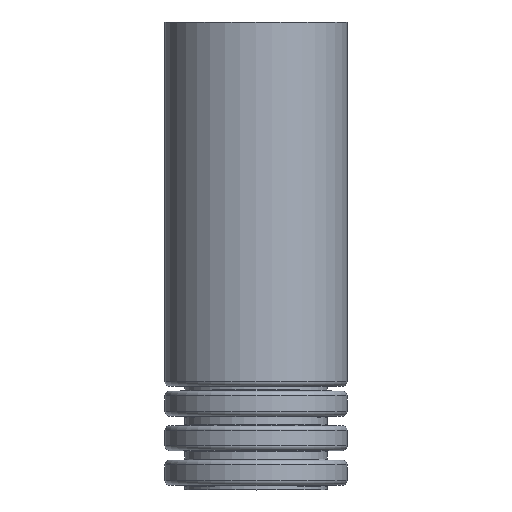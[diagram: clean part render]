
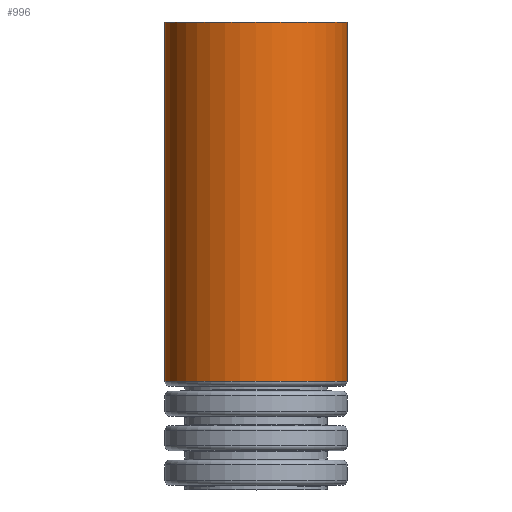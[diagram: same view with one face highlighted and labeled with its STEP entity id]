
A CAD part, top view. The second image highlights one B-rep face of the part: STEP entity #996.
In plain terms, the highlighted cylindrical face has radius 10.55 mm (diameter 21.1 mm), a full revolution.
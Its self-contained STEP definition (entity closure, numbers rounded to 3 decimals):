
#89 = EDGE_CURVE ( 'NONE', #857, #857, #762, .T. ) ;
#184 = CIRCLE ( 'NONE', #267, 10.55 ) ;
#194 = CARTESIAN_POINT ( 'NONE',  ( -10.55, 54.2, 0. ) ) ;
#246 = AXIS2_PLACEMENT_3D ( 'NONE', #729, #390, #472 ) ;
#267 = AXIS2_PLACEMENT_3D ( 'NONE', #887, #896, #1083 ) ;
#353 = EDGE_LOOP ( 'NONE', ( #712 ) ) ;
#390 = DIRECTION ( 'NONE',  ( 0., -1., 0. ) ) ;
#460 = FACE_OUTER_BOUND ( 'NONE', #1113, .T. ) ;
#472 = DIRECTION ( 'NONE',  ( -1., 0., 0. ) ) ;
#559 = VERTEX_POINT ( 'NONE', #194 ) ;
#712 = ORIENTED_EDGE ( 'NONE', *, *, #909, .F. ) ;
#726 = DIRECTION ( 'NONE',  ( -1., 0., 0. ) ) ;
#729 = CARTESIAN_POINT ( 'NONE',  ( 0., 12.563, 0. ) ) ;
#762 = CIRCLE ( 'NONE', #246, 10.55 ) ;
#857 = VERTEX_POINT ( 'NONE', #931 ) ;
#887 = CARTESIAN_POINT ( 'NONE',  ( 0., 54.2, 0. ) ) ;
#896 = DIRECTION ( 'NONE',  ( 0., 1., 0. ) ) ;
#905 = DIRECTION ( 'NONE',  ( 0., 1., 0. ) ) ;
#909 = EDGE_CURVE ( 'NONE', #559, #559, #184, .T. ) ;
#915 = CYLINDRICAL_SURFACE ( 'NONE', #1142, 10.55 ) ;
#931 = CARTESIAN_POINT ( 'NONE',  ( -10.55, 12.563, 0. ) ) ;
#960 = ORIENTED_EDGE ( 'NONE', *, *, #89, .F. ) ;
#996 = ADVANCED_FACE ( 'NONE', ( #460, #1094 ), #915, .T. ) ;
#1083 = DIRECTION ( 'NONE',  ( -1., 0., 0. ) ) ;
#1094 = FACE_OUTER_BOUND ( 'NONE', #353, .T. ) ;
#1113 = EDGE_LOOP ( 'NONE', ( #960 ) ) ;
#1142 = AXIS2_PLACEMENT_3D ( 'NONE', #1187, #905, #726 ) ;
#1187 = CARTESIAN_POINT ( 'NONE',  ( 0., 12., 0. ) ) ;
